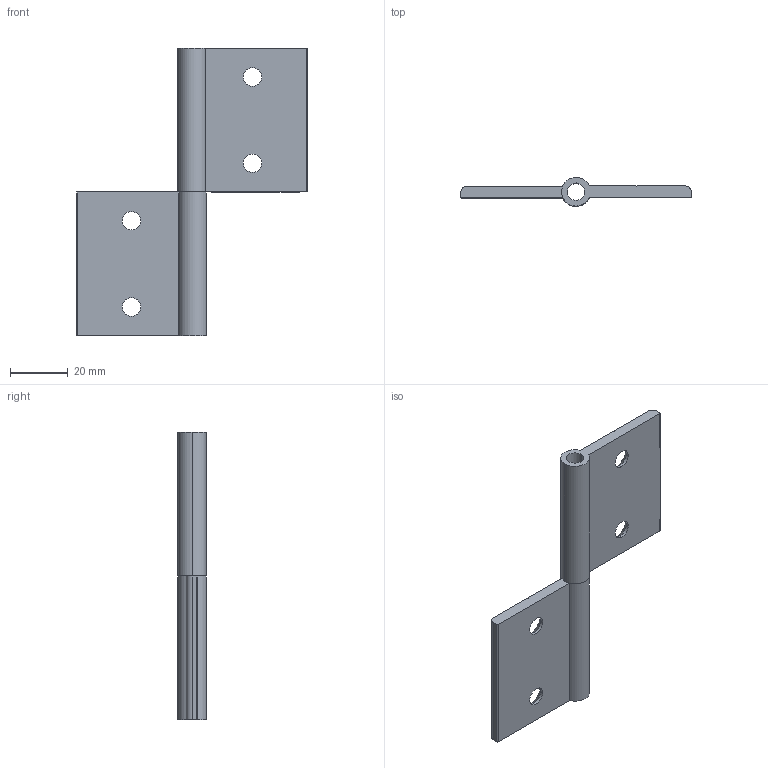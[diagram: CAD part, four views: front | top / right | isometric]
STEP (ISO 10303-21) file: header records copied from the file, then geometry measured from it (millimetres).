
FILE_DESCRIPTION (( 'STEP AP214' ), '1' );
FILE_NAME ('095ai38.STEP', '2014-08-27T12:11:17', ( '' ), ( '' ), 'SwSTEP 2.0', 'SolidWorks 2014', '' );
FILE_SCHEMA (( 'AUTOMOTIVE_DESIGN' ));
Length unit declared in the file: millimetre
Products named in the file (1): 095ai38
Bounding box: 80.2 x 9.99 x 100 mm (x, y, z)
Volume: 17946.7 mm3; surface area: 12786.8 mm2
Topology: 2 solids, 2 shells, 52 faces, 144 edges, 92 vertices
Faces by surface type: plane 24, cylinder 20, cone 8
Entity records: 2319 total; most frequent: CARTESIAN_POINT 337, ORIENTED_EDGE 288, DIRECTION 286, EDGE_CURVE 144, AXIS2_PLACEMENT_3D 105, VERTEX_POINT 92, LINE 76, VECTOR 76
